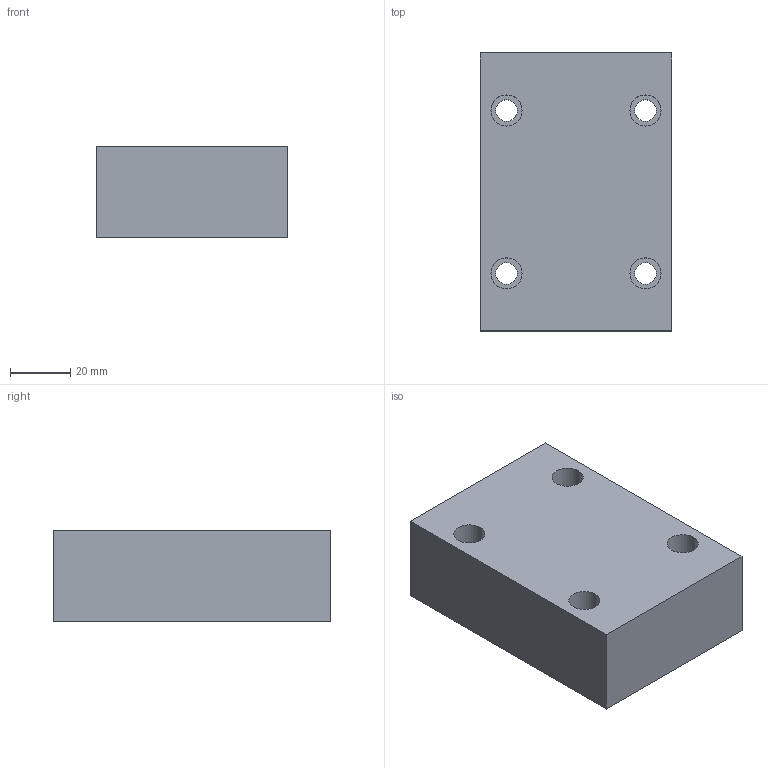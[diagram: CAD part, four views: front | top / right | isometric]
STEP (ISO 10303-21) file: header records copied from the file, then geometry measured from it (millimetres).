
FILE_DESCRIPTION((''),'2;1');
FILE_NAME('ZJJ_ASM','2024-07-25T',('ProEService'),(''),'PRO/ENGINEER BY PARAMETRIC TECHNOLOGY CORPORATION, 2014200','PRO/ENGINEER BY PARAMETRIC TECHNOLOGY CORPORATION, 2014200','');
FILE_SCHEMA(('CONFIG_CONTROL_DESIGN'));
Length unit declared in the file: inch
Products named in the file (2): 151-583; ZJJ_ASM
Assembly tree (1 placements, depth 2):
  ZJJ_ASM
    151-583
Bounding box: 63.5 x 92.08 x 30.18 mm (x, y, z)
Volume: 161339 mm3; surface area: 26438.4 mm2
Topology: 1 solids, 1 shells, 38 faces, 212 edges, 249 vertices
Faces by surface type: cylinder 24, plane 10, sphere 4
Entity records: 2570 total; most frequent: CARTESIAN_POINT 944, DIRECTION 322, ORIENTED_EDGE 192, VECTOR 150, LINE 150, TRIMMED_CURVE 116, EDGE_CURVE 96, COMPOSITE_CURVE_SEGMENT 96
